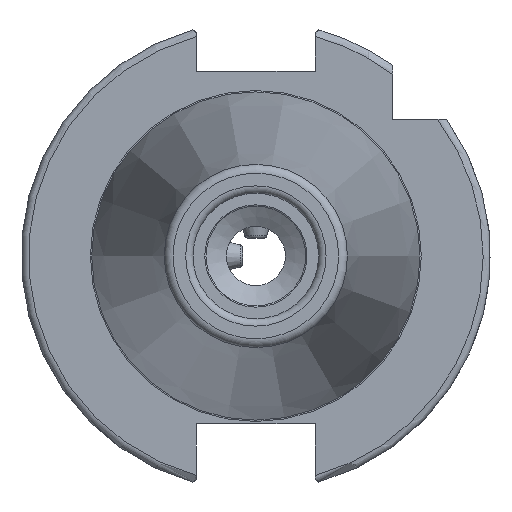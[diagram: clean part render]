
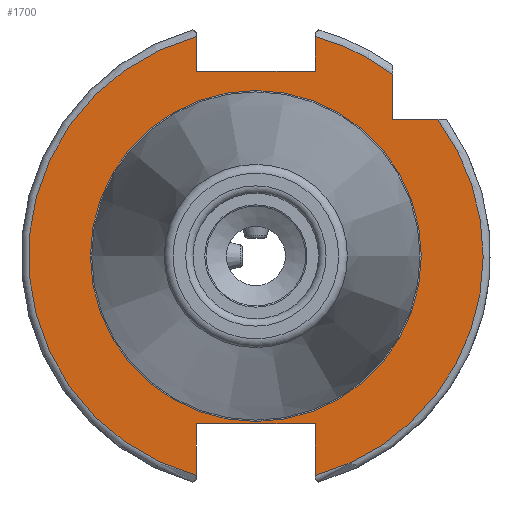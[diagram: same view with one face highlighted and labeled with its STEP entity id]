
A CAD part, left-side view. The second image highlights one B-rep face of the part: STEP entity #1700.
In plain terms, the highlighted planar face has unit normal (-1, 0, 0).
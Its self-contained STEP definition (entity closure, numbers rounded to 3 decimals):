
#111=FACE_BOUND('',#340,.T.);
#139=PLANE('',#1921);
#231=FACE_OUTER_BOUND('',#339,.T.);
#339=EDGE_LOOP('',(#1422,#1423,#1424,#1425,#1426,#1427,#1428,#1429,#1430,
#1431,#1432));
#340=EDGE_LOOP('',(#1433));
#408=LINE('',#2783,#518);
#415=LINE('',#2826,#525);
#437=LINE('',#3066,#547);
#450=LINE('',#3155,#560);
#454=LINE('',#3176,#564);
#456=LINE('',#3179,#566);
#457=LINE('',#3182,#567);
#458=LINE('',#3183,#568);
#518=VECTOR('',#2135,10.);
#525=VECTOR('',#2144,10.);
#547=VECTOR('',#2240,10.);
#560=VECTOR('',#2279,10.);
#564=VECTOR('',#2301,10.);
#566=VECTOR('',#2305,10.);
#567=VECTOR('',#2308,10.);
#568=VECTOR('',#2309,10.);
#637=CIRCLE('',#1862,30.775);
#653=CIRCLE('',#1895,30.775);
#657=CIRCLE('',#1904,30.775);
#662=CIRCLE('',#1922,22.4);
#745=VERTEX_POINT('',#2781);
#746=VERTEX_POINT('',#2782);
#755=VERTEX_POINT('',#2825);
#764=VERTEX_POINT('',#2867);
#791=VERTEX_POINT('',#3015);
#792=VERTEX_POINT('',#3022);
#801=VERTEX_POINT('',#3064);
#808=VERTEX_POINT('',#3114);
#816=VERTEX_POINT('',#3154);
#821=VERTEX_POINT('',#3175);
#822=VERTEX_POINT('',#3181);
#823=VERTEX_POINT('',#3184);
#925=EDGE_CURVE('',#745,#746,#408,.T.);
#936=EDGE_CURVE('',#755,#745,#415,.T.);
#946=EDGE_CURVE('',#755,#764,#637,.T.);
#990=EDGE_CURVE('',#791,#792,#653,.T.);
#1002=EDGE_CURVE('',#791,#801,#437,.T.);
#1013=EDGE_CURVE('',#808,#746,#657,.T.);
#1027=EDGE_CURVE('',#816,#792,#450,.T.);
#1036=EDGE_CURVE('',#821,#764,#454,.T.);
#1038=EDGE_CURVE('',#801,#821,#456,.T.);
#1039=EDGE_CURVE('',#808,#822,#457,.T.);
#1040=EDGE_CURVE('',#822,#816,#458,.T.);
#1041=EDGE_CURVE('',#823,#823,#662,.T.);
#1422=ORIENTED_EDGE('',*,*,#925,.T.);
#1423=ORIENTED_EDGE('',*,*,#1013,.F.);
#1424=ORIENTED_EDGE('',*,*,#1039,.T.);
#1425=ORIENTED_EDGE('',*,*,#1040,.T.);
#1426=ORIENTED_EDGE('',*,*,#1027,.T.);
#1427=ORIENTED_EDGE('',*,*,#990,.F.);
#1428=ORIENTED_EDGE('',*,*,#1002,.T.);
#1429=ORIENTED_EDGE('',*,*,#1038,.T.);
#1430=ORIENTED_EDGE('',*,*,#1036,.T.);
#1431=ORIENTED_EDGE('',*,*,#946,.F.);
#1432=ORIENTED_EDGE('',*,*,#936,.T.);
#1433=ORIENTED_EDGE('',*,*,#1041,.T.);
#1700=ADVANCED_FACE('',(#231,#111),#139,.T.);
#1862=AXIS2_PLACEMENT_3D('',#2868,#2152,#2153);
#1895=AXIS2_PLACEMENT_3D('',#3023,#2229,#2230);
#1904=AXIS2_PLACEMENT_3D('',#3121,#2255,#2256);
#1921=AXIS2_PLACEMENT_3D('',#3180,#2306,#2307);
#1922=AXIS2_PLACEMENT_3D('',#3185,#2310,#2311);
#2135=DIRECTION('',(0.,0.,1.));
#2144=DIRECTION('',(0.,1.,0.));
#2152=DIRECTION('center_axis',(1.,0.,0.));
#2153=DIRECTION('ref_axis',(0.,0.,-1.));
#2229=DIRECTION('center_axis',(1.,0.,0.));
#2230=DIRECTION('ref_axis',(0.,0.,-1.));
#2240=DIRECTION('',(0.,0.,1.));
#2255=DIRECTION('center_axis',(1.,0.,0.));
#2256=DIRECTION('ref_axis',(0.,0.,-1.));
#2279=DIRECTION('',(0.,0.,1.));
#2301=DIRECTION('',(0.,0.,-1.));
#2305=DIRECTION('',(0.,-1.,0.));
#2306=DIRECTION('center_axis',(-1.,0.,0.));
#2307=DIRECTION('ref_axis',(0.,0.,1.));
#2308=DIRECTION('',(0.,0.,-1.));
#2309=DIRECTION('',(0.,1.,0.));
#2310=DIRECTION('center_axis',(1.,0.,0.));
#2311=DIRECTION('ref_axis',(0.,0.,-1.));
#2781=CARTESIAN_POINT('',(3.2,-18.5,18.5));
#2782=CARTESIAN_POINT('',(3.2,-18.5,24.594));
#2783=CARTESIAN_POINT('',(3.2,-18.5,14.25));
#2825=CARTESIAN_POINT('',(3.2,-24.594,18.5));
#2826=CARTESIAN_POINT('',(3.2,6.138,18.5));
#2867=CARTESIAN_POINT('',(3.2,-8.05,-29.704));
#2868=CARTESIAN_POINT('Origin',(3.2,0.,0.));
#3015=CARTESIAN_POINT('',(3.2,8.05,-29.704));
#3022=CARTESIAN_POINT('',(3.2,8.05,29.704));
#3023=CARTESIAN_POINT('Origin',(3.2,0.,0.));
#3064=CARTESIAN_POINT('',(3.2,8.05,-22.7));
#3066=CARTESIAN_POINT('',(3.2,8.05,-11.35));
#3114=CARTESIAN_POINT('',(3.2,-8.05,29.704));
#3121=CARTESIAN_POINT('Origin',(3.2,0.,0.));
#3154=CARTESIAN_POINT('',(3.2,8.05,25.));
#3155=CARTESIAN_POINT('',(3.2,8.05,12.5));
#3175=CARTESIAN_POINT('',(3.2,-8.05,-22.7));
#3176=CARTESIAN_POINT('',(3.2,-8.05,-11.35));
#3179=CARTESIAN_POINT('',(3.2,15.388,-22.7));
#3180=CARTESIAN_POINT('Origin',(3.2,30.775,0.));
#3181=CARTESIAN_POINT('',(3.2,-8.05,25.));
#3182=CARTESIAN_POINT('',(3.2,-8.05,12.5));
#3183=CARTESIAN_POINT('',(3.2,15.388,25.));
#3184=CARTESIAN_POINT('',(3.2,0.,22.4));
#3185=CARTESIAN_POINT('Origin',(3.2,0.,0.));
